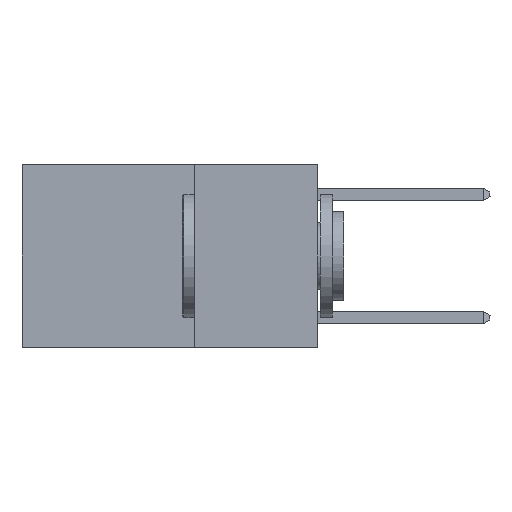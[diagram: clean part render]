
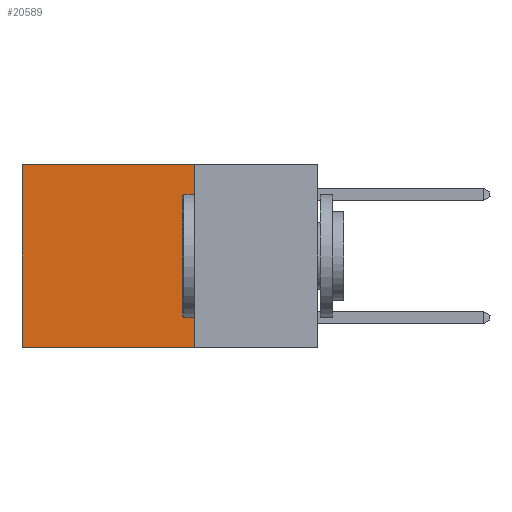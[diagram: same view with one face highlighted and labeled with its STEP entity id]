
A CAD part, left-side view. The second image highlights one B-rep face of the part: STEP entity #20589.
In plain terms, the highlighted planar face has unit normal (-1, 0, 0).
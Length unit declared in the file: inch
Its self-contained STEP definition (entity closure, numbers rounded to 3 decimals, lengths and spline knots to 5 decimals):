
#156 = LINE ( 'NONE', #6520, #2579 ) ;
#1200 = DIRECTION ( 'NONE',  ( 1., 0., 0. ) ) ;
#2579 = VECTOR ( 'NONE', #10852, 39.37008 ) ;
#2684 = DIRECTION ( 'NONE',  ( 0., 0., -1. ) ) ;
#3104 = CARTESIAN_POINT ( 'NONE',  ( 0.2625, 0.25, 0. ) ) ;
#3155 = ORIENTED_EDGE ( 'NONE', *, *, #24127, .T. ) ;
#5415 = LINE ( 'NONE', #3104, #22674 ) ;
#5672 = PLANE ( 'NONE',  #9579 ) ;
#5765 = LINE ( 'NONE', #25438, #9870 ) ;
#5912 = LINE ( 'NONE', #19474, #11128 ) ;
#6520 = CARTESIAN_POINT ( 'NONE',  ( 0.2625, 0.6, 0. ) ) ;
#7794 = CARTESIAN_POINT ( 'NONE',  ( 0.2625, 0.25, 0. ) ) ;
#9579 = AXIS2_PLACEMENT_3D ( 'NONE', #14637, #1200, #25909 ) ;
#9870 = VECTOR ( 'NONE', #14306, 39.37008 ) ;
#10700 = EDGE_LOOP ( 'NONE', ( #14113, #19523, #20765, #3155 ) ) ;
#10795 = VERTEX_POINT ( 'NONE', #26628 ) ;
#10852 = DIRECTION ( 'NONE',  ( 0., 0., -1. ) ) ;
#11128 = VECTOR ( 'NONE', #14729, 39.37008 ) ;
#14113 = ORIENTED_EDGE ( 'NONE', *, *, #16470, .T. ) ;
#14151 = EDGE_CURVE ( 'NONE', #28130, #10795, #5765, .T. ) ;
#14198 = CARTESIAN_POINT ( 'NONE',  ( 0.2625, 0.6, 0. ) ) ;
#14306 = DIRECTION ( 'NONE',  ( 0., 1., 0. ) ) ;
#14637 = CARTESIAN_POINT ( 'NONE',  ( 0.2625, 0.25, 0. ) ) ;
#14729 = DIRECTION ( 'NONE',  ( 0., 1., 0. ) ) ;
#16470 = EDGE_CURVE ( 'NONE', #17945, #10795, #156, .T. ) ;
#17945 = VERTEX_POINT ( 'NONE', #14198 ) ;
#19111 = FACE_OUTER_BOUND ( 'NONE', #10700, .T. ) ;
#19474 = CARTESIAN_POINT ( 'NONE',  ( 0.2625, 0.25, 0. ) ) ;
#19523 = ORIENTED_EDGE ( 'NONE', *, *, #14151, .F. ) ;
#20589 = ADVANCED_FACE ( 'NONE', ( #19111 ), #5672, .F. ) ;
#20765 = ORIENTED_EDGE ( 'NONE', *, *, #24799, .F. ) ;
#22674 = VECTOR ( 'NONE', #2684, 39.37008 ) ;
#24024 = VERTEX_POINT ( 'NONE', #7794 ) ;
#24127 = EDGE_CURVE ( 'NONE', #24024, #17945, #5912, .T. ) ;
#24799 = EDGE_CURVE ( 'NONE', #24024, #28130, #5415, .T. ) ;
#25438 = CARTESIAN_POINT ( 'NONE',  ( 0.2625, 0.25, -0.37 ) ) ;
#25909 = DIRECTION ( 'NONE',  ( 0., 0., -1. ) ) ;
#26628 = CARTESIAN_POINT ( 'NONE',  ( 0.2625, 0.6, -0.37 ) ) ;
#27824 = CARTESIAN_POINT ( 'NONE',  ( 0.2625, 0.25, -0.37 ) ) ;
#28130 = VERTEX_POINT ( 'NONE', #27824 ) ;
